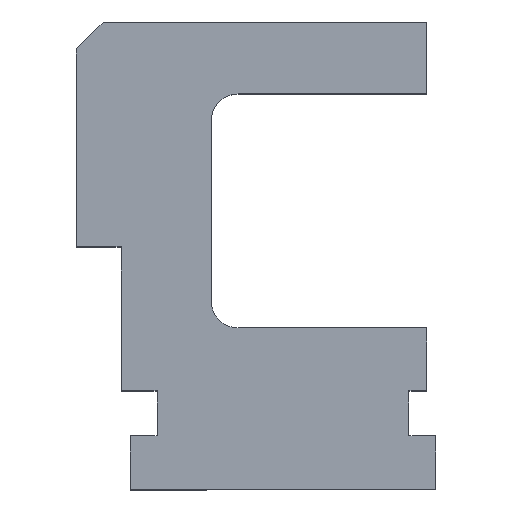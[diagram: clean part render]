
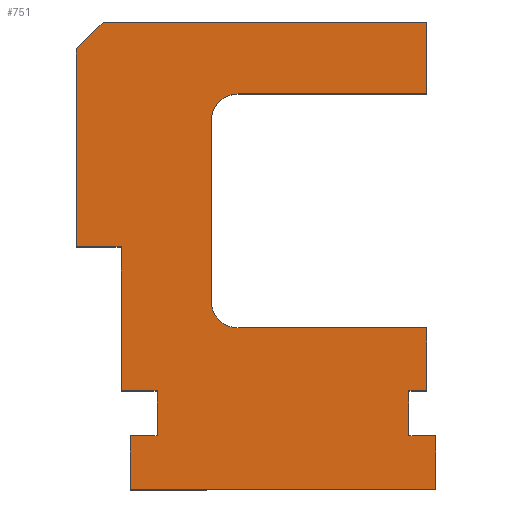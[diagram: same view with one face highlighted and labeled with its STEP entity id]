
A CAD part, top view. The second image highlights one B-rep face of the part: STEP entity #751.
In plain terms, the highlighted planar face has unit normal (0, 0, 1).
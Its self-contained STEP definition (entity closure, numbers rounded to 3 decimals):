
#73=CARTESIAN_POINT('',(8.,19.,10.0));
#74=VERTEX_POINT('',#73);
#75=CARTESIAN_POINT('',(-2.5,19.,10.0));
#76=VERTEX_POINT('',#75);
#77=CARTESIAN_POINT('',(8.,19.,10.0));
#78=DIRECTION('',(-1.0,0.0,0.0));
#79=VECTOR('',#78,10.5);
#80=LINE('',#77,#79);
#81=EDGE_CURVE('',#74,#76,#80,.T.);
#113=CARTESIAN_POINT('',(-4.0,17.5,10.0));
#114=VERTEX_POINT('',#113);
#115=CARTESIAN_POINT('',(-2.5,17.5,10.0));
#116=DIRECTION('',(0.0,0.0,1.0));
#117=DIRECTION('',(0.0,1.0,0.0));
#118=AXIS2_PLACEMENT_3D('',#115,#116,#117);
#119=CIRCLE('',#118,1.5);
#120=EDGE_CURVE('',#76,#114,#119,.T.);
#146=CARTESIAN_POINT('',(-4.,7.5,10.0));
#147=VERTEX_POINT('',#146);
#148=CARTESIAN_POINT('',(-4.0,17.5,10.0));
#149=DIRECTION('',(0.0,-1.0,0.0));
#150=VECTOR('',#149,10.);
#151=LINE('',#148,#150);
#152=EDGE_CURVE('',#114,#147,#151,.T.);
#177=CARTESIAN_POINT('',(-2.5,6.,10.0));
#178=VERTEX_POINT('',#177);
#179=CARTESIAN_POINT('',(-2.5,7.5,10.0));
#180=DIRECTION('',(0.0,0.0,1.0));
#181=DIRECTION('',(-1.0,0.0,0.0));
#182=AXIS2_PLACEMENT_3D('',#179,#180,#181);
#183=CIRCLE('',#182,1.5);
#184=EDGE_CURVE('',#147,#178,#183,.T.);
#210=CARTESIAN_POINT('',(8.,6.,10.0));
#211=VERTEX_POINT('',#210);
#212=CARTESIAN_POINT('',(-2.5,6.,10.0));
#213=DIRECTION('',(1.0,0.0,0.0));
#214=VECTOR('',#213,10.5);
#215=LINE('',#212,#214);
#216=EDGE_CURVE('',#178,#211,#215,.T.);
#241=CARTESIAN_POINT('',(8.0,2.5,10.0));
#242=VERTEX_POINT('',#241);
#243=CARTESIAN_POINT('',(8.,6.,10.0));
#244=DIRECTION('',(0.0,-1.0,0.0));
#245=VECTOR('',#244,3.5);
#246=LINE('',#243,#245);
#247=EDGE_CURVE('',#211,#242,#246,.T.);
#272=CARTESIAN_POINT('',(7.,2.5,10.0));
#273=VERTEX_POINT('',#272);
#274=CARTESIAN_POINT('',(8.0,2.5,10.0));
#275=DIRECTION('',(-1.0,0.0,0.0));
#276=VECTOR('',#275,1.);
#277=LINE('',#274,#276);
#278=EDGE_CURVE('',#242,#273,#277,.T.);
#303=CARTESIAN_POINT('',(7.,0.,10.0));
#304=VERTEX_POINT('',#303);
#305=CARTESIAN_POINT('',(7.,2.5,10.0));
#306=DIRECTION('',(0.0,-1.0,0.0));
#307=VECTOR('',#306,2.5);
#308=LINE('',#305,#307);
#309=EDGE_CURVE('',#273,#304,#308,.T.);
#334=CARTESIAN_POINT('',(8.5,0.0,10.0));
#335=VERTEX_POINT('',#334);
#336=CARTESIAN_POINT('',(7.,0.,10.0));
#337=DIRECTION('',(1.0,0.0,0.0));
#338=VECTOR('',#337,1.5);
#339=LINE('',#336,#338);
#340=EDGE_CURVE('',#304,#335,#339,.T.);
#365=CARTESIAN_POINT('',(8.5,-3.,10.0));
#366=VERTEX_POINT('',#365);
#367=CARTESIAN_POINT('',(8.5,0.0,10.0));
#368=DIRECTION('',(0.0,-1.0,0.0));
#369=VECTOR('',#368,3.0);
#370=LINE('',#367,#369);
#371=EDGE_CURVE('',#335,#366,#370,.T.);
#396=CARTESIAN_POINT('',(-8.5,-3.,10.0));
#397=VERTEX_POINT('',#396);
#398=CARTESIAN_POINT('',(8.5,-3.,10.0));
#399=DIRECTION('',(-1.0,0.0,0.0));
#400=VECTOR('',#399,17.);
#401=LINE('',#398,#400);
#402=EDGE_CURVE('',#366,#397,#401,.T.);
#427=CARTESIAN_POINT('',(-8.5,0.0,10.0));
#428=VERTEX_POINT('',#427);
#429=CARTESIAN_POINT('',(-8.5,-3.,10.0));
#430=DIRECTION('',(0.0,1.0,0.0));
#431=VECTOR('',#430,3.);
#432=LINE('',#429,#431);
#433=EDGE_CURVE('',#397,#428,#432,.T.);
#458=CARTESIAN_POINT('',(-7.,0.,10.0));
#459=VERTEX_POINT('',#458);
#460=CARTESIAN_POINT('',(-8.5,0.,10.0));
#461=DIRECTION('',(1.0,0.0,0.0));
#462=VECTOR('',#461,1.5);
#463=LINE('',#460,#462);
#464=EDGE_CURVE('',#428,#459,#463,.T.);
#489=CARTESIAN_POINT('',(-7.,2.5,10.0));
#490=VERTEX_POINT('',#489);
#491=CARTESIAN_POINT('',(-7.0,0.,10.0));
#492=DIRECTION('',(0.0,1.0,0.0));
#493=VECTOR('',#492,2.5);
#494=LINE('',#491,#493);
#495=EDGE_CURVE('',#459,#490,#494,.T.);
#520=CARTESIAN_POINT('',(-9.,2.5,10.0));
#521=VERTEX_POINT('',#520);
#522=CARTESIAN_POINT('',(-7.,2.5,10.0));
#523=DIRECTION('',(-1.0,0.0,0.0));
#524=VECTOR('',#523,2.);
#525=LINE('',#522,#524);
#526=EDGE_CURVE('',#490,#521,#525,.T.);
#551=CARTESIAN_POINT('',(-9.0,10.5,10.0));
#552=VERTEX_POINT('',#551);
#553=CARTESIAN_POINT('',(-9.,2.5,10.0));
#554=DIRECTION('',(0.0,1.0,0.0));
#555=VECTOR('',#554,8.0);
#556=LINE('',#553,#555);
#557=EDGE_CURVE('',#521,#552,#556,.T.);
#582=CARTESIAN_POINT('',(-11.5,10.5,10.0));
#583=VERTEX_POINT('',#582);
#584=CARTESIAN_POINT('',(-9.0,10.5,10.0));
#585=DIRECTION('',(-1.0,0.0,0.0));
#586=VECTOR('',#585,2.5);
#587=LINE('',#584,#586);
#588=EDGE_CURVE('',#552,#583,#587,.T.);
#613=CARTESIAN_POINT('',(-11.5,21.5,10.0));
#614=VERTEX_POINT('',#613);
#615=CARTESIAN_POINT('',(-11.5,10.5,10.0));
#616=DIRECTION('',(0.0,1.0,0.0));
#617=VECTOR('',#616,11.0);
#618=LINE('',#615,#617);
#619=EDGE_CURVE('',#583,#614,#618,.T.);
#644=CARTESIAN_POINT('',(-10.0,23.0,10.0));
#645=VERTEX_POINT('',#644);
#646=CARTESIAN_POINT('',(-11.5,21.5,10.0));
#647=DIRECTION('',(0.707,0.707,0.0));
#648=VECTOR('',#647,2.121);
#649=LINE('',#646,#648);
#650=EDGE_CURVE('',#614,#645,#649,.T.);
#675=CARTESIAN_POINT('',(8.,23.,10.0));
#676=VERTEX_POINT('',#675);
#677=CARTESIAN_POINT('',(-10.0,23.,10.0));
#678=DIRECTION('',(1.0,0.0,0.0));
#679=VECTOR('',#678,18.0);
#680=LINE('',#677,#679);
#681=EDGE_CURVE('',#645,#676,#680,.T.);
#706=CARTESIAN_POINT('',(8.,23.,10.0));
#707=DIRECTION('',(0.0,-1.0,0.0));
#708=VECTOR('',#707,4.);
#709=LINE('',#706,#708);
#710=EDGE_CURVE('',#676,#74,#709,.T.);
#723=CARTESIAN_POINT('',(-1.5,10.,10.0));
#724=DIRECTION('',(0.0,0.0,1.0));
#725=DIRECTION('',(1.0,0.0,0.0));
#726=AXIS2_PLACEMENT_3D('',#723,#724,#725);
#727=PLANE('',#726);
#728=ORIENTED_EDGE('',*,*,#402,.F.);
#729=ORIENTED_EDGE('',*,*,#371,.F.);
#730=ORIENTED_EDGE('',*,*,#340,.F.);
#731=ORIENTED_EDGE('',*,*,#309,.F.);
#732=ORIENTED_EDGE('',*,*,#278,.F.);
#733=ORIENTED_EDGE('',*,*,#247,.F.);
#734=ORIENTED_EDGE('',*,*,#216,.F.);
#735=ORIENTED_EDGE('',*,*,#184,.F.);
#736=ORIENTED_EDGE('',*,*,#152,.F.);
#737=ORIENTED_EDGE('',*,*,#120,.F.);
#738=ORIENTED_EDGE('',*,*,#81,.F.);
#739=ORIENTED_EDGE('',*,*,#710,.F.);
#740=ORIENTED_EDGE('',*,*,#681,.F.);
#741=ORIENTED_EDGE('',*,*,#650,.F.);
#742=ORIENTED_EDGE('',*,*,#619,.F.);
#743=ORIENTED_EDGE('',*,*,#588,.F.);
#744=ORIENTED_EDGE('',*,*,#557,.F.);
#745=ORIENTED_EDGE('',*,*,#526,.F.);
#746=ORIENTED_EDGE('',*,*,#495,.F.);
#747=ORIENTED_EDGE('',*,*,#464,.F.);
#748=ORIENTED_EDGE('',*,*,#433,.F.);
#749=EDGE_LOOP('',(#728,#729,#730,#731,#732,#733,#734,#735,#736,#737,#738,#739,#740,#741,#742,#743,#744,#745,#746,#747,#748));
#750=FACE_OUTER_BOUND('',#749,.T.);
#751=ADVANCED_FACE('',(#750),#727,.T.);
